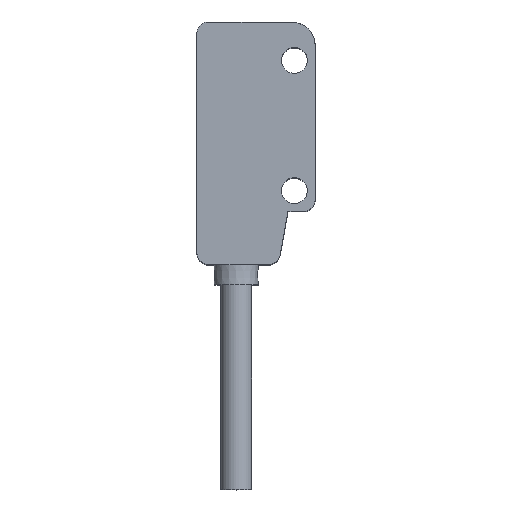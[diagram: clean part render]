
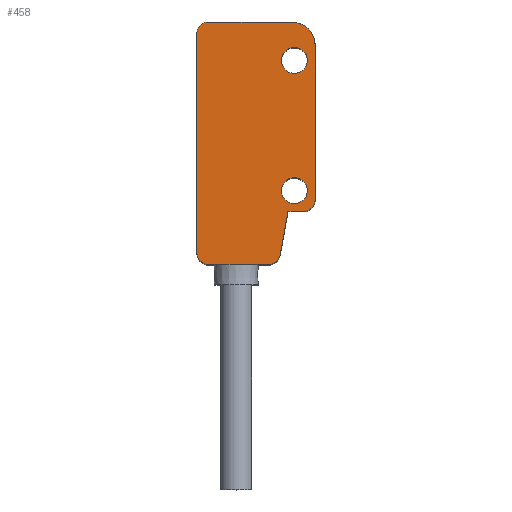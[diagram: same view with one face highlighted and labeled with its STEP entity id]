
A CAD part, top view. The second image highlights one B-rep face of the part: STEP entity #458.
In plain terms, the highlighted planar face has unit normal (0, 0, 1).
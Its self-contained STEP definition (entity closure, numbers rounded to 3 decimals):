
#188=LINE('',#2297,#326);
#189=LINE('',#2302,#327);
#190=LINE('',#2306,#328);
#191=LINE('',#2310,#329);
#192=LINE('',#2312,#330);
#193=LINE('',#2316,#331);
#326=VECTOR('',#1835,1.);
#327=VECTOR('',#1838,1.);
#328=VECTOR('',#1841,1.);
#329=VECTOR('',#1844,1.);
#330=VECTOR('',#1845,1.);
#331=VECTOR('',#1848,1.);
#458=ADVANCED_FACE('',(#595,#596,#597),#545,.F.);
#545=PLANE('',#1655);
#595=FACE_BOUND('',#634,.T.);
#596=FACE_BOUND('',#635,.T.);
#597=FACE_BOUND('',#636,.T.);
#634=EDGE_LOOP('',(#759,#760,#761,#762,#763,#764,#765,#766,#767,#768,#769));
#635=EDGE_LOOP('',(#770));
#636=EDGE_LOOP('',(#771));
#759=ORIENTED_EDGE('',*,*,#1354,.T.);
#760=ORIENTED_EDGE('',*,*,#1355,.F.);
#761=ORIENTED_EDGE('',*,*,#1356,.T.);
#762=ORIENTED_EDGE('',*,*,#1357,.F.);
#763=ORIENTED_EDGE('',*,*,#1358,.T.);
#764=ORIENTED_EDGE('',*,*,#1359,.F.);
#765=ORIENTED_EDGE('',*,*,#1360,.T.);
#766=ORIENTED_EDGE('',*,*,#1361,.F.);
#767=ORIENTED_EDGE('',*,*,#1362,.F.);
#768=ORIENTED_EDGE('',*,*,#1363,.T.);
#769=ORIENTED_EDGE('',*,*,#1364,.F.);
#770=ORIENTED_EDGE('',*,*,#1365,.F.);
#771=ORIENTED_EDGE('',*,*,#1352,.F.);
#1201=VERTEX_POINT('',#2293);
#1203=VERTEX_POINT('',#2298);
#1204=VERTEX_POINT('',#2299);
#1205=VERTEX_POINT('',#2301);
#1206=VERTEX_POINT('',#2303);
#1207=VERTEX_POINT('',#2305);
#1208=VERTEX_POINT('',#2307);
#1209=VERTEX_POINT('',#2309);
#1210=VERTEX_POINT('',#2311);
#1211=VERTEX_POINT('',#2313);
#1212=VERTEX_POINT('',#2315);
#1213=VERTEX_POINT('',#2317);
#1214=VERTEX_POINT('',#2320);
#1352=EDGE_CURVE('',#1201,#1201,#1565,.T.);
#1354=EDGE_CURVE('',#1203,#1204,#188,.T.);
#1355=EDGE_CURVE('',#1205,#1204,#1567,.T.);
#1356=EDGE_CURVE('',#1205,#1206,#189,.T.);
#1357=EDGE_CURVE('',#1207,#1206,#1568,.T.);
#1358=EDGE_CURVE('',#1207,#1208,#190,.T.);
#1359=EDGE_CURVE('',#1209,#1208,#1569,.T.);
#1360=EDGE_CURVE('',#1209,#1210,#191,.T.);
#1361=EDGE_CURVE('',#1211,#1210,#192,.T.);
#1362=EDGE_CURVE('',#1212,#1211,#1570,.T.);
#1363=EDGE_CURVE('',#1212,#1213,#193,.T.);
#1364=EDGE_CURVE('',#1203,#1213,#1571,.T.);
#1365=EDGE_CURVE('',#1214,#1214,#1572,.T.);
#1565=CIRCLE('',#1646,1.1);
#1567=CIRCLE('',#1649,1.);
#1568=CIRCLE('',#1650,1.);
#1569=CIRCLE('',#1651,1.);
#1570=CIRCLE('',#1652,1.);
#1571=CIRCLE('',#1653,2.);
#1572=CIRCLE('',#1654,1.1);
#1646=AXIS2_PLACEMENT_3D('',#2292,#1829,#1830);
#1649=AXIS2_PLACEMENT_3D('',#2300,#1836,#1837);
#1650=AXIS2_PLACEMENT_3D('',#2304,#1839,#1840);
#1651=AXIS2_PLACEMENT_3D('',#2308,#1842,#1843);
#1652=AXIS2_PLACEMENT_3D('',#2314,#1846,#1847);
#1653=AXIS2_PLACEMENT_3D('',#2318,#1849,#1850);
#1654=AXIS2_PLACEMENT_3D('',#2319,#1851,#1852);
#1655=AXIS2_PLACEMENT_3D('',#2321,#1853,#1854);
#1829=DIRECTION('',(0.,0.,1.));
#1830=DIRECTION('',(-1.,0.,0.));
#1835=DIRECTION('',(-1.,0.,0.));
#1836=DIRECTION('',(0.,0.,-1.));
#1837=DIRECTION('',(-1.,0.,0.));
#1838=DIRECTION('',(0.,-1.,0.));
#1839=DIRECTION('',(0.,0.,-1.));
#1840=DIRECTION('',(-1.,0.,0.));
#1841=DIRECTION('',(1.,0.,0.));
#1842=DIRECTION('',(0.,0.,-1.));
#1843=DIRECTION('',(-1.,0.,0.));
#1844=DIRECTION('',(0.174,0.985,0.));
#1845=DIRECTION('',(-1.,0.,0.));
#1846=DIRECTION('',(0.,0.,-1.));
#1847=DIRECTION('',(-1.,0.,0.));
#1848=DIRECTION('',(0.,1.,0.));
#1849=DIRECTION('',(0.,0.,-1.));
#1850=DIRECTION('',(-1.,0.,0.));
#1851=DIRECTION('',(0.,0.,1.));
#1852=DIRECTION('',(-1.,0.,0.));
#1853=DIRECTION('',(0.,0.,-1.));
#1854=DIRECTION('',(1.,0.,0.));
#2292=CARTESIAN_POINT('',(-74.15,12.85,121.8));
#2293=CARTESIAN_POINT('',(-75.25,12.85,121.8));
#2297=CARTESIAN_POINT('',(-72.4,16.1,121.8));
#2298=CARTESIAN_POINT('',(-74.4,16.1,121.8));
#2299=CARTESIAN_POINT('',(-81.4,16.1,121.8));
#2300=CARTESIAN_POINT('',(-81.4,15.1,121.8));
#2301=CARTESIAN_POINT('',(-82.4,15.1,121.8));
#2302=CARTESIAN_POINT('',(-82.4,14.6,121.8));
#2303=CARTESIAN_POINT('',(-82.4,-3.4,121.8));
#2304=CARTESIAN_POINT('',(-81.4,-3.4,121.8));
#2305=CARTESIAN_POINT('',(-81.4,-4.4,121.8));
#2306=CARTESIAN_POINT('',(-82.4,-4.4,121.8));
#2307=CARTESIAN_POINT('',(-76.333,-4.4,121.8));
#2308=CARTESIAN_POINT('',(-76.333,-3.4,121.8));
#2309=CARTESIAN_POINT('',(-75.348,-3.574,121.8));
#2310=CARTESIAN_POINT('',(-72.465,12.778,121.8));
#2311=CARTESIAN_POINT('',(-74.7,0.1,121.8));
#2312=CARTESIAN_POINT('',(-77.4,0.1,121.8));
#2313=CARTESIAN_POINT('',(-73.4,0.1,121.8));
#2314=CARTESIAN_POINT('',(-73.4,1.1,121.8));
#2315=CARTESIAN_POINT('',(-72.4,1.1,121.8));
#2316=CARTESIAN_POINT('',(-72.4,-4.4,121.8));
#2317=CARTESIAN_POINT('',(-72.4,14.1,121.8));
#2318=CARTESIAN_POINT('',(-74.4,14.1,121.8));
#2319=CARTESIAN_POINT('',(-74.15,1.85,121.8));
#2320=CARTESIAN_POINT('',(-75.25,1.85,121.8));
#2321=CARTESIAN_POINT('',(0.,0.,121.8));
